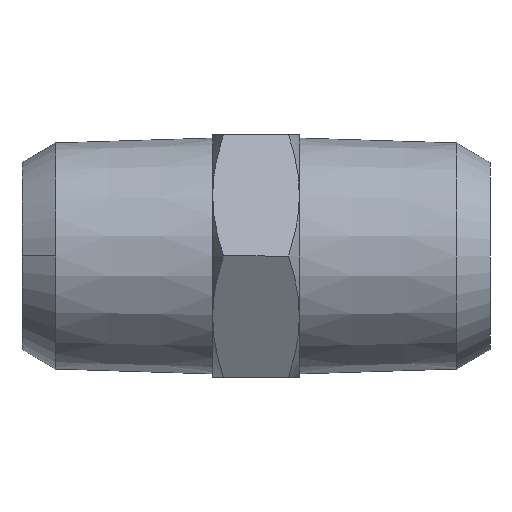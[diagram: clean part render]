
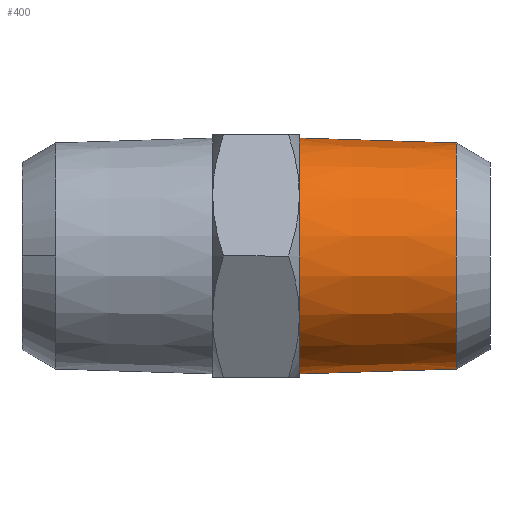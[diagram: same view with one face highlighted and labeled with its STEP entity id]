
A CAD part, left-side view. The second image highlights one B-rep face of the part: STEP entity #400.
In plain terms, the highlighted conical face has half-angle 1.79 degrees and reference radius 6.52 mm.
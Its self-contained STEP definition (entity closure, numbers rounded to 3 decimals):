
#17 = EDGE_CURVE ( 'NONE', #24, #857, #111, .T. ) ;
#20 = CONICAL_SURFACE ( 'NONE', #261, 6.52, 0.031 ) ;
#24 = VERTEX_POINT ( 'NONE', #1087 ) ;
#72 = ORIENTED_EDGE ( 'NONE', *, *, #17, .F. ) ;
#79 = DIRECTION ( 'NONE',  ( 0., 1., 0. ) ) ;
#111 = LINE ( 'NONE', #641, #538 ) ;
#179 = EDGE_LOOP ( 'NONE', ( #72, #192, #389, #1011 ) ) ;
#192 = ORIENTED_EDGE ( 'NONE', *, *, #834, .T. ) ;
#209 = DIRECTION ( 'NONE',  ( 0., 1., -0.031 ) ) ;
#232 = AXIS2_PLACEMENT_3D ( 'NONE', #1008, #667, #501 ) ;
#261 = AXIS2_PLACEMENT_3D ( 'NONE', #604, #862, #341 ) ;
#265 = CIRCLE ( 'NONE', #232, 6.803 ) ;
#341 = DIRECTION ( 'NONE',  ( 0., 0., 1. ) ) ;
#389 = ORIENTED_EDGE ( 'NONE', *, *, #513, .T. ) ;
#400 = ADVANCED_FACE ( 'NONE', ( #659 ), #20, .T. ) ;
#403 = VERTEX_POINT ( 'NONE', #516 ) ;
#436 = DIRECTION ( 'NONE',  ( 0., 1., 0.031 ) ) ;
#501 = DIRECTION ( 'NONE',  ( 0., 0., 1. ) ) ;
#513 = EDGE_CURVE ( 'NONE', #752, #403, #879, .T. ) ;
#516 = CARTESIAN_POINT ( 'NONE',  ( 0., 11., 6.803 ) ) ;
#538 = VECTOR ( 'NONE', #209, 1000. ) ;
#591 = CARTESIAN_POINT ( 'NONE',  ( 0., 1.94, 0. ) ) ;
#604 = CARTESIAN_POINT ( 'NONE',  ( 0., 1.94, 0. ) ) ;
#641 = CARTESIAN_POINT ( 'NONE',  ( 0., 1.94, -6.52 ) ) ;
#652 = CARTESIAN_POINT ( 'NONE',  ( 0., 1.94, 6.52 ) ) ;
#659 = FACE_OUTER_BOUND ( 'NONE', #179, .T. ) ;
#667 = DIRECTION ( 'NONE',  ( 0., 1., 0. ) ) ;
#695 = CARTESIAN_POINT ( 'NONE',  ( 0., 1.94, 6.52 ) ) ;
#752 = VERTEX_POINT ( 'NONE', #652 ) ;
#763 = AXIS2_PLACEMENT_3D ( 'NONE', #591, #79, #1099 ) ;
#798 = EDGE_CURVE ( 'NONE', #857, #403, #265, .T. ) ;
#834 = EDGE_CURVE ( 'NONE', #24, #752, #1051, .T. ) ;
#854 = VECTOR ( 'NONE', #436, 1000. ) ;
#857 = VERTEX_POINT ( 'NONE', #1013 ) ;
#862 = DIRECTION ( 'NONE',  ( 0., 1., 0. ) ) ;
#879 = LINE ( 'NONE', #695, #854 ) ;
#1008 = CARTESIAN_POINT ( 'NONE',  ( 0., 11., 0. ) ) ;
#1011 = ORIENTED_EDGE ( 'NONE', *, *, #798, .F. ) ;
#1013 = CARTESIAN_POINT ( 'NONE',  ( 0., 11., -6.803 ) ) ;
#1051 = CIRCLE ( 'NONE', #763, 6.52 ) ;
#1087 = CARTESIAN_POINT ( 'NONE',  ( 0., 1.94, -6.52 ) ) ;
#1099 = DIRECTION ( 'NONE',  ( 0., 0., 1. ) ) ;
